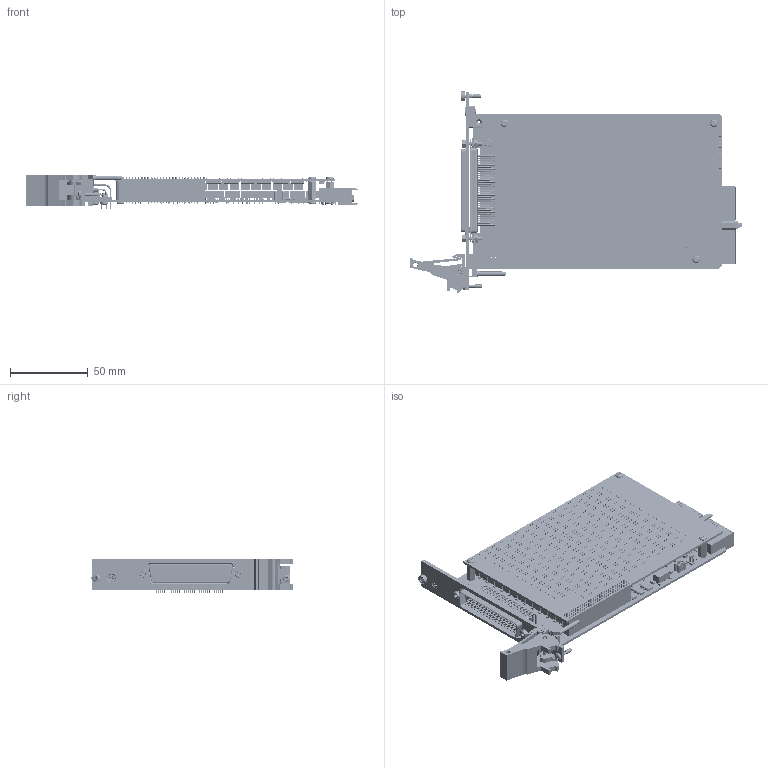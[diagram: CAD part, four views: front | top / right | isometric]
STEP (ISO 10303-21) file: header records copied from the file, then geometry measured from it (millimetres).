
FILE_DESCRIPTION (( 'STEP AP214' ), '1' );
FILE_NAME ('40-579-001 Efficient Matrix 28x16.STEP', '2013-09-02T10:25:38', ( 'admin' ), ( '' ), 'SwSTEP 2.0', 'SolidWorks 2012', '' );
FILE_SCHEMA (( 'AUTOMOTIVE_DESIGN' ));
Length unit declared in the file: millimetre
Products named in the file (1): 40-579-001 Efficient Matrix 28x16
Bounding box: 214.01 x 129.67 x 22.35 mm (x, y, z)
Surface area: 110468 mm2 (no closed solid volume)
Topology: 0 solids, 3504 shells, 9319 faces, 30466 edges, 23228 vertices
Faces by surface type: plane 5411, cylinder 3541, sphere 167, torus 102, cone 73, bspline 25
Full cylindrical faces by diameter (mm): 0.4 x2024, 0.5 x72, 0.55 x46, 0.6 x110, 0.65 x2, 0.656 x3, 0.75 x2, 0.8 x101, 1 x83, 1.01 x32, 1.496 x2, 2 x5, 2.05 x3, 2.304 x1, 2.45 x1, 2.5 x16, 2.6 x2, 2.7 x1, 2.8 x1, 3 x3, 4.7 x1, 4.85 x6, 5 x6, 5.2 x2, 5.3 x1, 5.5 x1, 5.7 x1, 6 x1
Entity records: 422930 total; most frequent: CARTESIAN_POINT 68240, DIRECTION 54098, ORIENTED_EDGE 36080, EDGE_CURVE 27414, VERTEX_POINT 22995, AXIS2_PLACEMENT_3D 18172, VECTOR 17754, LINE 17754
